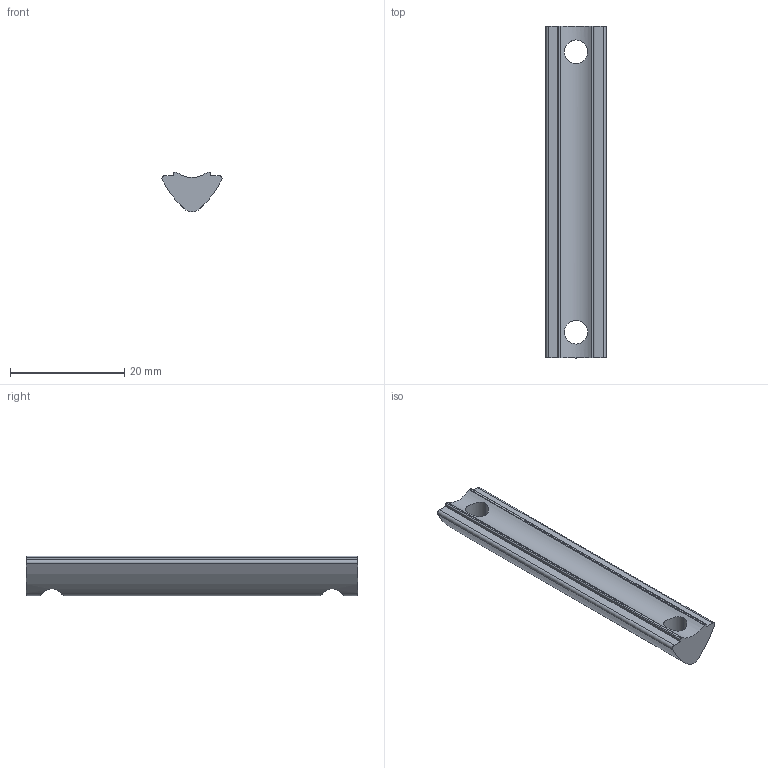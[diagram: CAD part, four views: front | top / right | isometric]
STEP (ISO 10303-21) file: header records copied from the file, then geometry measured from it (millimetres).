
FILE_DESCRIPTION (( 'STEP AP203' ), '1' );
FILE_NAME ('262200149_c_1.STEP', '2023-01-14T04:18:28', ( '' ), ( '' ), 'SwSTEP 2.0', 'SolidWorks 2014', '' );
FILE_SCHEMA (( 'CONFIG_CONTROL_DESIGN' ));
Length unit declared in the file: millimetre
Products named in the file (1): 262200149_c_1
Bounding box: 10.5 x 58 x 6.9 mm (x, y, z)
Volume: 2442.4 mm3; surface area: 1841.9 mm2
Topology: 1 solids, 1 shells, 24 faces, 72 edges, 48 vertices
Faces by surface type: cylinder 16, plane 8
Entity records: 1113 total; most frequent: CARTESIAN_POINT 389, ORIENTED_EDGE 144, DIRECTION 126, EDGE_CURVE 72, VERTEX_POINT 48, AXIS2_PLACEMENT_3D 45, LINE 36, VECTOR 36
